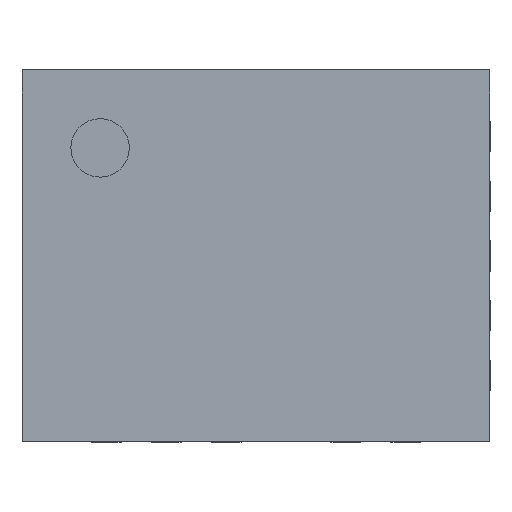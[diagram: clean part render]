
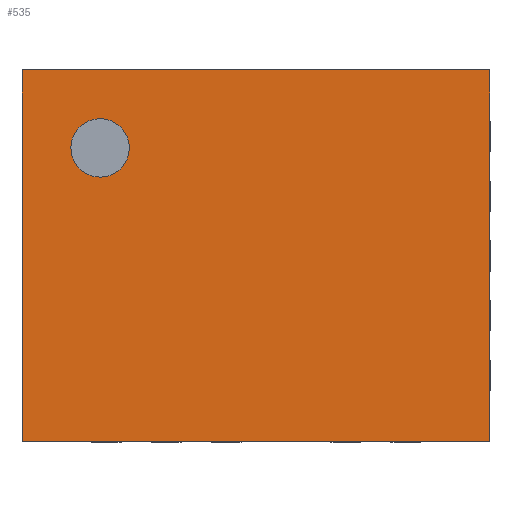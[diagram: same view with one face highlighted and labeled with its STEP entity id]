
A CAD part, top view. The second image highlights one B-rep face of the part: STEP entity #535.
In plain terms, the highlighted planar face has unit normal (0, 0, 1).
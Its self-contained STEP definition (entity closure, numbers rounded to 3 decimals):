
#121=FACE_BOUND('',#156,.T.);
#122=CIRCLE('',#606,0.244);
#126=FACE_OUTER_BOUND('',#155,.T.);
#155=EDGE_LOOP('',(#397,#398,#399,#400));
#156=EDGE_LOOP('',(#401));
#184=LINE('',#850,#240);
#189=LINE('',#859,#245);
#190=LINE('',#862,#246);
#191=LINE('',#863,#247);
#240=VECTOR('',#672,1.);
#245=VECTOR('',#679,1.);
#246=VECTOR('',#682,1.);
#247=VECTOR('',#683,1.);
#296=VERTEX_POINT('',#847);
#297=VERTEX_POINT('',#849);
#300=VERTEX_POINT('',#857);
#301=VERTEX_POINT('',#861);
#302=VERTEX_POINT('',#864);
#332=EDGE_CURVE('',#296,#297,#184,.T.);
#337=EDGE_CURVE('',#296,#300,#189,.T.);
#338=EDGE_CURVE('',#300,#301,#190,.T.);
#339=EDGE_CURVE('',#297,#301,#191,.T.);
#340=EDGE_CURVE('',#302,#302,#122,.T.);
#397=ORIENTED_EDGE('',*,*,#332,.F.);
#398=ORIENTED_EDGE('',*,*,#337,.T.);
#399=ORIENTED_EDGE('',*,*,#338,.T.);
#400=ORIENTED_EDGE('',*,*,#339,.F.);
#401=ORIENTED_EDGE('',*,*,#340,.F.);
#507=PLANE('',#605);
#535=ADVANCED_FACE('',(#126,#121),#507,.T.);
#605=AXIS2_PLACEMENT_3D('',#860,#680,#681);
#606=AXIS2_PLACEMENT_3D('',#865,#684,#685);
#672=DIRECTION('',(0.,1.,0.));
#679=DIRECTION('',(1.,0.,0.));
#680=DIRECTION('center_axis',(0.,0.,1.));
#681=DIRECTION('ref_axis',(1.,0.,0.));
#682=DIRECTION('',(0.,1.,0.));
#683=DIRECTION('',(1.,0.,0.));
#684=DIRECTION('center_axis',(0.,0.,1.));
#685=DIRECTION('ref_axis',(1.,0.,0.));
#847=CARTESIAN_POINT('',(0.,0.,0.8));
#849=CARTESIAN_POINT('',(0.,3.1,0.8));
#850=CARTESIAN_POINT('',(0.,0.,0.8));
#857=CARTESIAN_POINT('',(3.9,0.,0.8));
#859=CARTESIAN_POINT('',(0.,0.,0.8));
#860=CARTESIAN_POINT('Origin',(0.,0.,0.8));
#861=CARTESIAN_POINT('',(3.9,3.1,0.8));
#862=CARTESIAN_POINT('',(3.9,0.,0.8));
#863=CARTESIAN_POINT('',(0.,3.1,0.8));
#864=CARTESIAN_POINT('',(0.406,2.45,0.8));
#865=CARTESIAN_POINT('Origin',(0.65,2.45,0.8));
